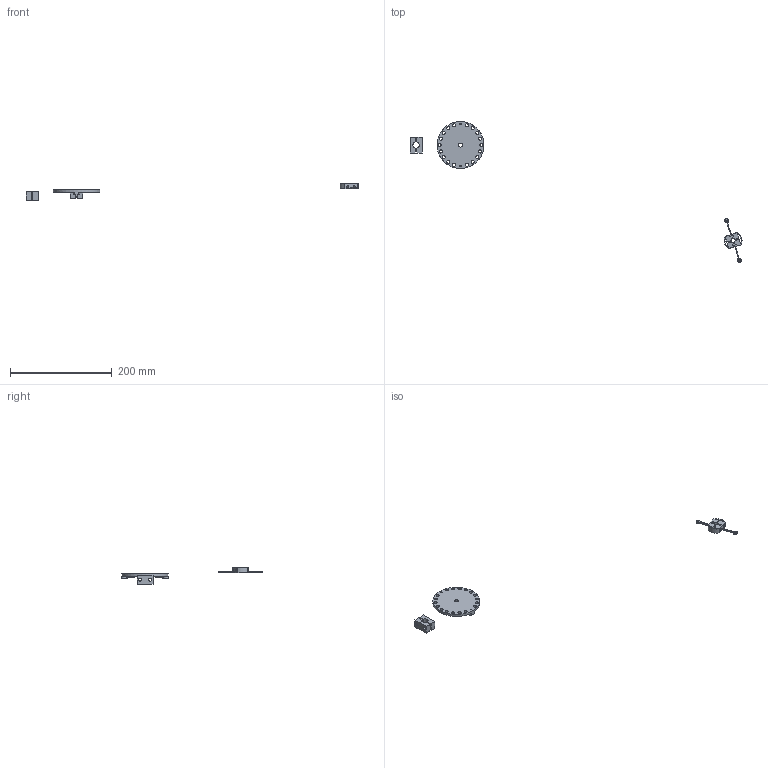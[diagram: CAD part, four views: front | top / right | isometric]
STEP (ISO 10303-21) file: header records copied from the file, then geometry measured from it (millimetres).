
FILE_DESCRIPTION(/* description */ (''),/* implementation_level */ '2;1');
FILE_NAME(/* name */ 'dec16shaftcoupler_allfourpartsworksgoodatallspeedstenbolts.step',/* time_stamp */ '2025-12-24T11:08:32-05:00',/* author */ (''),/* organization */ (''),/* preprocessor_version */ 'ST-DEVELOPER v20.1',/* originating_system */ 'Autodesk Translation Framework v14.21.0.0',/* authorisation */ '');
FILE_SCHEMA (('AUTOMOTIVE_DESIGN { 1 0 10303 214 3 1 1 }'));
Length unit declared in the file: millimetre
Products named in the file (1): dec16shaftcoupler
Bounding box: 653.3 x 277.01 x 32.32 mm (x, y, z)
Volume: 50326.1 mm3; surface area: 31115 mm2
Topology: 6 solids, 6 shells, 161 faces, 435 edges, 289 vertices
Faces by surface type: plane 81, cylinder 75, cone 5
Full cylindrical faces by diameter (mm): 2.7 x2, 3.2 x2, 4.25 x4, 6 x10, 6.1 x8, 8 x1, 12.455 x1, 92.208 x1
Entity records: 5274 total; most frequent: DIRECTION 916, CARTESIAN_POINT 902, ORIENTED_EDGE 870, EDGE_CURVE 435, AXIS2_PLACEMENT_3D 327, VERTEX_POINT 289, LINE 262, VECTOR 262
